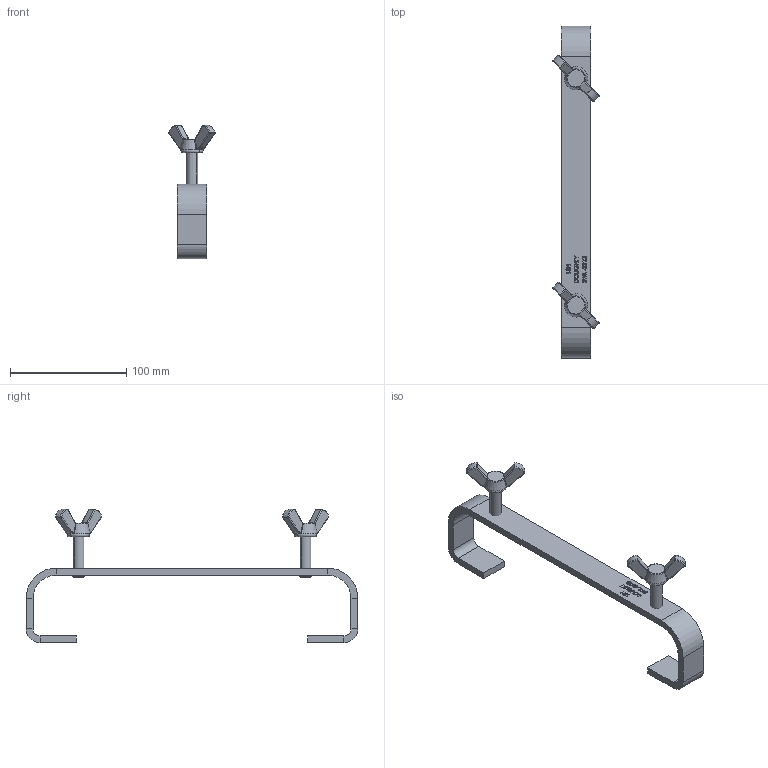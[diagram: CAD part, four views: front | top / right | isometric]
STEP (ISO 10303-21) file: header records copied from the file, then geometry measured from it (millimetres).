
FILE_DESCRIPTION (( 'STEP AP203' ), '1' );
FILE_NAME ('T20500.STEP', '2018-07-16T10:46:33', ( '' ), ( '' ), 'SwSTEP 2.0', 'SolidWorks 2016', '' );
FILE_SCHEMA (( 'CONFIG_CONTROL_DESIGN' ));
Length unit declared in the file: millimetre
Products named in the file (3): T20500; F985_F985 M10x35 Wing Bolt; TH091_TH1433
Assembly tree (3 placements, depth 2):
  T20500
    TH091_TH1433
    F985_F985 M10x35 Wing Bolt  x2
Bounding box: 39.8 x 285 x 114.49 mm (x, y, z)
Volume: 83395 mm3; surface area: 35406.8 mm2
Topology: 3 solids, 3 shells, 424 faces, 1055 edges, 646 vertices
Faces by surface type: plane 190, bspline 126, cylinder 60, torus 24, sphere 16, cone 8
Entity records: 15456 total; most frequent: CARTESIAN_POINT 7669, ORIENTED_EDGE 1706, DIRECTION 1243, EDGE_CURVE 853, VERTEX_POINT 540, VECTOR 527, LINE 527, EDGE_LOOP 367
